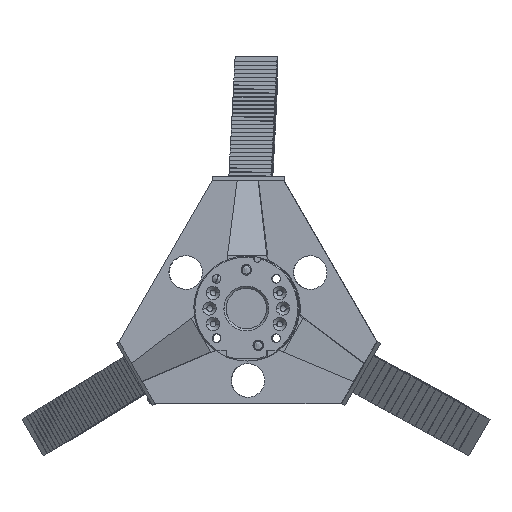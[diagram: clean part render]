
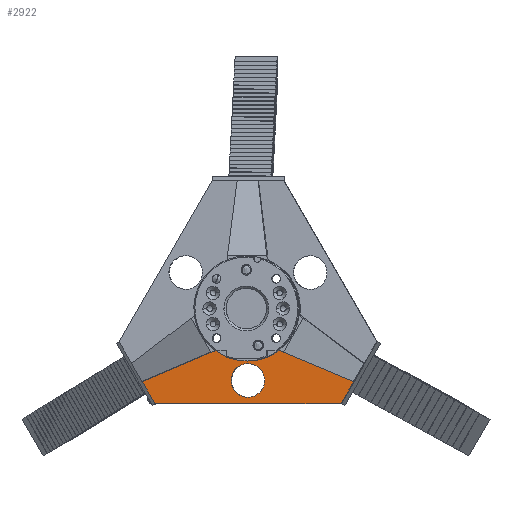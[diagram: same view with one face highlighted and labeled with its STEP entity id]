
A CAD part, left-side view. The second image highlights one B-rep face of the part: STEP entity #2922.
In plain terms, the highlighted face is planar.
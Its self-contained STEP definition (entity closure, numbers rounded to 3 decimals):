
#1124=AXIS2_PLACEMENT_3D('Plane Axis2P3D',#1121,#1122,#1123) ;
#2019=AXIS2_PLACEMENT_3D('Circle Axis2P3D',#2017,#2018,$) ;
#2031=AXIS2_PLACEMENT_3D('Circle Axis2P3D',#2029,#2030,$) ;
#2900=AXIS2_PLACEMENT_3D('Circle Axis2P3D',#2898,#2899,$) ;
#1121=CARTESIAN_POINT('Axis2P3D Location',(-10.,0.,0.)) ;
#1873=CARTESIAN_POINT('Line Origine',(-10.,0.,-45.222)) ;
#1877=CARTESIAN_POINT('Vertex',(-10.,-44.328,-45.222)) ;
#1879=CARTESIAN_POINT('Vertex',(-10.,44.328,-45.222)) ;
#2007=CARTESIAN_POINT('Vertex',(-10.,7.021,-30.387)) ;
#2014=CARTESIAN_POINT('Vertex',(-10.,-7.021,-38.058)) ;
#2017=CARTESIAN_POINT('Axis2P3D Location',(-10.,0.,-34.222)) ;
#2029=CARTESIAN_POINT('Axis2P3D Location',(-10.,0.,-34.222)) ;
#2456=CARTESIAN_POINT('Vertex',(-10.,-50.328,-34.83)) ;
#2461=CARTESIAN_POINT('Line Origine',(-10.,-47.328,-40.026)) ;
#2549=CARTESIAN_POINT('Line Origine',(-10.,47.328,-40.026)) ;
#2553=CARTESIAN_POINT('Vertex',(-10.,50.328,-34.83)) ;
#2891=CARTESIAN_POINT('Line Origine',(-10.,-32.748,-27.351)) ;
#2895=CARTESIAN_POINT('Vertex',(-10.,-15.169,-19.872)) ;
#2898=CARTESIAN_POINT('Axis2P3D Location',(-10.,0.,0.)) ;
#2902=CARTESIAN_POINT('Vertex',(-10.,15.169,-19.872)) ;
#2905=CARTESIAN_POINT('Line Origine',(-10.,32.748,-27.351)) ;
#1122=DIRECTION('Axis2P3D Direction',(1.,0.,0.)) ;
#1123=DIRECTION('Axis2P3D XDirection',(0.,1.,0.)) ;
#1874=DIRECTION('Vector Direction',(0.,-1.,0.)) ;
#2018=DIRECTION('Axis2P3D Direction',(1.,0.,-0.)) ;
#2030=DIRECTION('Axis2P3D Direction',(1.,0.,-0.)) ;
#2462=DIRECTION('Vector Direction',(0.,-0.5,0.866)) ;
#2550=DIRECTION('Vector Direction',(0.,-0.5,-0.866)) ;
#2892=DIRECTION('Vector Direction',(0.,-0.92,-0.391)) ;
#2899=DIRECTION('Axis2P3D Direction',(1.,0.,0.)) ;
#2906=DIRECTION('Vector Direction',(0.,-0.92,0.391)) ;
#1875=VECTOR('Line Direction',#1874,1.) ;
#2463=VECTOR('Line Direction',#2462,1.) ;
#2551=VECTOR('Line Direction',#2550,1.) ;
#2893=VECTOR('Line Direction',#2892,1.) ;
#2907=VECTOR('Line Direction',#2906,1.) ;
#2911=ORIENTED_EDGE('',*,*,#2897,.F.) ;
#2912=ORIENTED_EDGE('',*,*,#2904,.T.) ;
#2913=ORIENTED_EDGE('',*,*,#2909,.F.) ;
#2914=ORIENTED_EDGE('',*,*,#2555,.F.) ;
#2915=ORIENTED_EDGE('',*,*,#1881,.F.) ;
#2916=ORIENTED_EDGE('',*,*,#2465,.F.) ;
#2919=ORIENTED_EDGE('',*,*,#2033,.T.) ;
#2920=ORIENTED_EDGE('',*,*,#2021,.T.) ;
#2921=FACE_BOUND('',#2918,.T.) ;
#2922=ADVANCED_FACE('Hauptk\X2\00F6\X0\rper',(#2917,#2921),#1125,.F.) ;
#2020=CIRCLE('generated circle',#2019,8.) ;
#2032=CIRCLE('generated circle',#2031,8.) ;
#2901=CIRCLE('generated circle',#2900,25.) ;
#1881=EDGE_CURVE('',#1878,#1880,#1876,.F.) ;
#2021=EDGE_CURVE('',#2008,#2015,#2020,.T.) ;
#2033=EDGE_CURVE('',#2015,#2008,#2032,.T.) ;
#2465=EDGE_CURVE('',#2457,#1878,#2464,.F.) ;
#2555=EDGE_CURVE('',#1880,#2554,#2552,.F.) ;
#2897=EDGE_CURVE('',#2896,#2457,#2894,.T.) ;
#2904=EDGE_CURVE('',#2896,#2903,#2901,.T.) ;
#2909=EDGE_CURVE('',#2554,#2903,#2908,.T.) ;
#2910=EDGE_LOOP('',(#2911,#2912,#2913,#2914,#2915,#2916)) ;
#2918=EDGE_LOOP('',(#2919,#2920)) ;
#2917=FACE_OUTER_BOUND('',#2910,.T.) ;
#1876=LINE('Line',#1873,#1875) ;
#2464=LINE('Line',#2461,#2463) ;
#2552=LINE('Line',#2549,#2551) ;
#2894=LINE('Line',#2891,#2893) ;
#2908=LINE('Line',#2905,#2907) ;
#1125=PLANE('',#1124) ;
#1878=VERTEX_POINT('',#1877) ;
#1880=VERTEX_POINT('',#1879) ;
#2008=VERTEX_POINT('',#2007) ;
#2015=VERTEX_POINT('',#2014) ;
#2457=VERTEX_POINT('',#2456) ;
#2554=VERTEX_POINT('',#2553) ;
#2896=VERTEX_POINT('',#2895) ;
#2903=VERTEX_POINT('',#2902) ;
